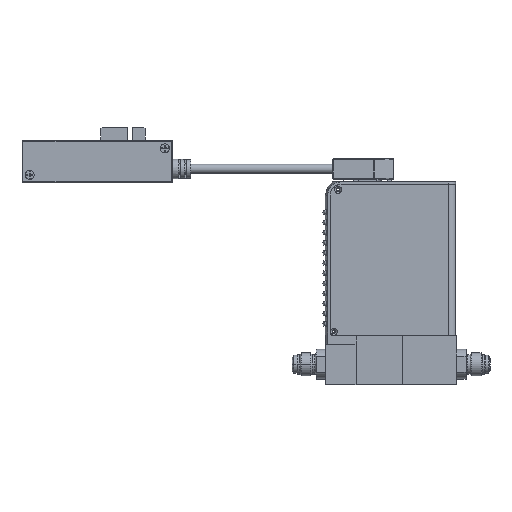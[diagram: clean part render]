
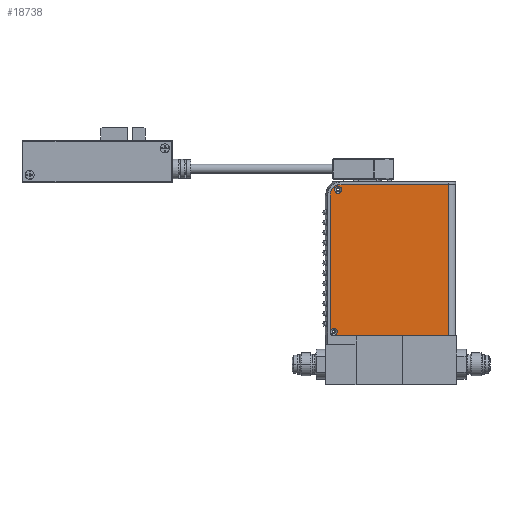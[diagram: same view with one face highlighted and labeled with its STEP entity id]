
A CAD part, top view. The second image highlights one B-rep face of the part: STEP entity #18738.
In plain terms, the highlighted planar face has unit normal (0, 0, 1).
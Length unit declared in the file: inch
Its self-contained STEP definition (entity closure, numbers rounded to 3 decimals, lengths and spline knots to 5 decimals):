
#55 = CARTESIAN_POINT ( 'NONE',  ( -0.33401, 4.40907, 0.71733 ) ) ;
#73 = ORIENTED_EDGE ( 'NONE', *, *, #24665, .T. ) ;
#568 = CARTESIAN_POINT ( 'NONE',  ( 2.58499, 0.67807, 0.71733 ) ) ;
#709 = CIRCLE ( 'NONE', #8224, 0.086 ) ;
#757 = AXIS2_PLACEMENT_3D ( 'NONE', #26491, #13943, #1404 ) ;
#980 = CARTESIAN_POINT ( 'NONE',  ( -0.24601, 0.77607, 0.71733 ) ) ;
#1404 = DIRECTION ( 'NONE',  ( 1., 0., 0. ) ) ;
#1689 = ORIENTED_EDGE ( 'NONE', *, *, #10135, .T. ) ;
#1741 = DIRECTION ( 'NONE',  ( 0., 0., -1. ) ) ;
#1890 = EDGE_CURVE ( 'NONE', #3674, #12656, #21753, .T. ) ;
#2170 = DIRECTION ( 'NONE',  ( 0., 1., 0. ) ) ;
#2480 = CARTESIAN_POINT ( 'NONE',  ( 2.58499, 4.40907, 0.71733 ) ) ;
#2774 = VERTEX_POINT ( 'NONE', #18606 ) ;
#2804 = CARTESIAN_POINT ( 'NONE',  ( -0.33401, 4.13907, 0.71733 ) ) ;
#3070 = DIRECTION ( 'NONE',  ( 1., 0., 0. ) ) ;
#3081 = CARTESIAN_POINT ( 'NONE',  ( -0.27101, 0.67807, 0.71733 ) ) ;
#3617 = ORIENTED_EDGE ( 'NONE', *, *, #9747, .T. ) ;
#3663 = CARTESIAN_POINT ( 'NONE',  ( -0.33201, 0.77607, 0.71733 ) ) ;
#3674 = VERTEX_POINT ( 'NONE', #3081 ) ;
#4090 = FACE_BOUND ( 'NONE', #14862, .T. ) ;
#4584 = PLANE ( 'NONE',  #8875 ) ;
#4661 = AXIS2_PLACEMENT_3D ( 'NONE', #14282, #1741, #16366 ) ;
#4774 = EDGE_LOOP ( 'NONE', ( #21652, #18923, #7665, #16853, #23565, #26681 ) ) ;
#4883 = AXIS2_PLACEMENT_3D ( 'NONE', #9710, #24348, #11796 ) ;
#4995 = CIRCLE ( 'NONE', #757, 0.086 ) ;
#5063 = CARTESIAN_POINT ( 'NONE',  ( -0.05801, 4.28007, 0.71733 ) ) ;
#5880 = CARTESIAN_POINT ( 'NONE',  ( 2.58499, 4.40907, 0.71733 ) ) ;
#6080 = CIRCLE ( 'NONE', #9029, 0.086 ) ;
#6653 = VERTEX_POINT ( 'NONE', #9593 ) ;
#6708 = DIRECTION ( 'NONE',  ( -1., 0., 0. ) ) ;
#7394 = CIRCLE ( 'NONE', #24215, 0.27 ) ;
#7470 = VERTEX_POINT ( 'NONE', #2804 ) ;
#7665 = ORIENTED_EDGE ( 'NONE', *, *, #11112, .F. ) ;
#8011 = DIRECTION ( 'NONE',  ( 0., -1., 0. ) ) ;
#8224 = AXIS2_PLACEMENT_3D ( 'NONE', #23854, #11304, #25948 ) ;
#8644 = CARTESIAN_POINT ( 'NONE',  ( 2.72499, 4.40907, 0.71733 ) ) ;
#8763 = LINE ( 'NONE', #55, #19203 ) ;
#8875 = AXIS2_PLACEMENT_3D ( 'NONE', #2480, #25463, #6708 ) ;
#9029 = AXIS2_PLACEMENT_3D ( 'NONE', #980, #15605, #3070 ) ;
#9593 = CARTESIAN_POINT ( 'NONE',  ( -0.16001, 0.77607, 0.71733 ) ) ;
#9710 = CARTESIAN_POINT ( 'NONE',  ( -0.14401, 4.28007, 0.71733 ) ) ;
#9732 = LINE ( 'NONE', #8644, #15263 ) ;
#9747 = EDGE_CURVE ( 'NONE', #21598, #18561, #20390, .T. ) ;
#9981 = VECTOR ( 'NONE', #8011, 39.37008 ) ;
#10135 = EDGE_CURVE ( 'NONE', #6653, #20664, #709, .T. ) ;
#11112 = EDGE_CURVE ( 'NONE', #27105, #12656, #26673, .T. ) ;
#11304 = DIRECTION ( 'NONE',  ( 0., 0., -1. ) ) ;
#11423 = CARTESIAN_POINT ( 'NONE',  ( -0.06401, 4.13907, 0.71733 ) ) ;
#11796 = DIRECTION ( 'NONE',  ( 1., 0., 0. ) ) ;
#12656 = VERTEX_POINT ( 'NONE', #17916 ) ;
#12953 = VERTEX_POINT ( 'NONE', #14981 ) ;
#12977 = CARTESIAN_POINT ( 'NONE',  ( -0.23001, 4.28007, 0.71733 ) ) ;
#13530 = DIRECTION ( 'NONE',  ( -1., 0., 0. ) ) ;
#13943 = DIRECTION ( 'NONE',  ( 0., 0., -1. ) ) ;
#14282 = CARTESIAN_POINT ( 'NONE',  ( -0.27101, 0.74107, 0.71733 ) ) ;
#14862 = EDGE_LOOP ( 'NONE', ( #73, #3617 ) ) ;
#14981 = CARTESIAN_POINT ( 'NONE',  ( -0.06401, 4.40907, 0.71733 ) ) ;
#15263 = VECTOR ( 'NONE', #17021, 39.37008 ) ;
#15605 = DIRECTION ( 'NONE',  ( 0., 0., -1. ) ) ;
#16366 = DIRECTION ( 'NONE',  ( 1., 0., 0. ) ) ;
#16417 = EDGE_CURVE ( 'NONE', #12953, #27105, #9732, .T. ) ;
#16853 = ORIENTED_EDGE ( 'NONE', *, *, #16417, .F. ) ;
#17021 = DIRECTION ( 'NONE',  ( 1., 0., 0. ) ) ;
#17303 = DIRECTION ( 'NONE',  ( 1., 0., 0. ) ) ;
#17734 = EDGE_CURVE ( 'NONE', #20664, #6653, #6080, .T. ) ;
#17916 = CARTESIAN_POINT ( 'NONE',  ( 2.58499, 0.67807, 0.71733 ) ) ;
#18561 = VERTEX_POINT ( 'NONE', #5063 ) ;
#18606 = CARTESIAN_POINT ( 'NONE',  ( -0.33401, 0.74107, 0.71733 ) ) ;
#18738 = ADVANCED_FACE ( 'NONE', ( #4090, #20821, #25719 ), #4584, .F. ) ;
#18923 = ORIENTED_EDGE ( 'NONE', *, *, #1890, .T. ) ;
#19203 = VECTOR ( 'NONE', #2170, 39.37008 ) ;
#20390 = CIRCLE ( 'NONE', #4883, 0.086 ) ;
#20664 = VERTEX_POINT ( 'NONE', #3663 ) ;
#20821 = FACE_OUTER_BOUND ( 'NONE', #4774, .T. ) ;
#21270 = CARTESIAN_POINT ( 'NONE',  ( 2.58499, 4.40907, 0.71733 ) ) ;
#21476 = EDGE_CURVE ( 'NONE', #2774, #7470, #8763, .T. ) ;
#21598 = VERTEX_POINT ( 'NONE', #12977 ) ;
#21605 = CIRCLE ( 'NONE', #4661, 0.063 ) ;
#21652 = ORIENTED_EDGE ( 'NONE', *, *, #26911, .F. ) ;
#21753 = LINE ( 'NONE', #568, #26650 ) ;
#22250 = EDGE_CURVE ( 'NONE', #7470, #12953, #7394, .T. ) ;
#23565 = ORIENTED_EDGE ( 'NONE', *, *, #22250, .F. ) ;
#23854 = CARTESIAN_POINT ( 'NONE',  ( -0.24601, 0.77607, 0.71733 ) ) ;
#24177 = EDGE_LOOP ( 'NONE', ( #1689, #26472 ) ) ;
#24215 = AXIS2_PLACEMENT_3D ( 'NONE', #11423, #26071, #13530 ) ;
#24348 = DIRECTION ( 'NONE',  ( 0., 0., -1. ) ) ;
#24665 = EDGE_CURVE ( 'NONE', #18561, #21598, #4995, .T. ) ;
#25463 = DIRECTION ( 'NONE',  ( 0., 0., -1. ) ) ;
#25719 = FACE_BOUND ( 'NONE', #24177, .T. ) ;
#25948 = DIRECTION ( 'NONE',  ( 1., 0., 0. ) ) ;
#26071 = DIRECTION ( 'NONE',  ( 0., 0., -1. ) ) ;
#26472 = ORIENTED_EDGE ( 'NONE', *, *, #17734, .T. ) ;
#26491 = CARTESIAN_POINT ( 'NONE',  ( -0.14401, 4.28007, 0.71733 ) ) ;
#26650 = VECTOR ( 'NONE', #17303, 39.37008 ) ;
#26673 = LINE ( 'NONE', #5880, #9981 ) ;
#26681 = ORIENTED_EDGE ( 'NONE', *, *, #21476, .F. ) ;
#26911 = EDGE_CURVE ( 'NONE', #3674, #2774, #21605, .T. ) ;
#27105 = VERTEX_POINT ( 'NONE', #21270 ) ;
